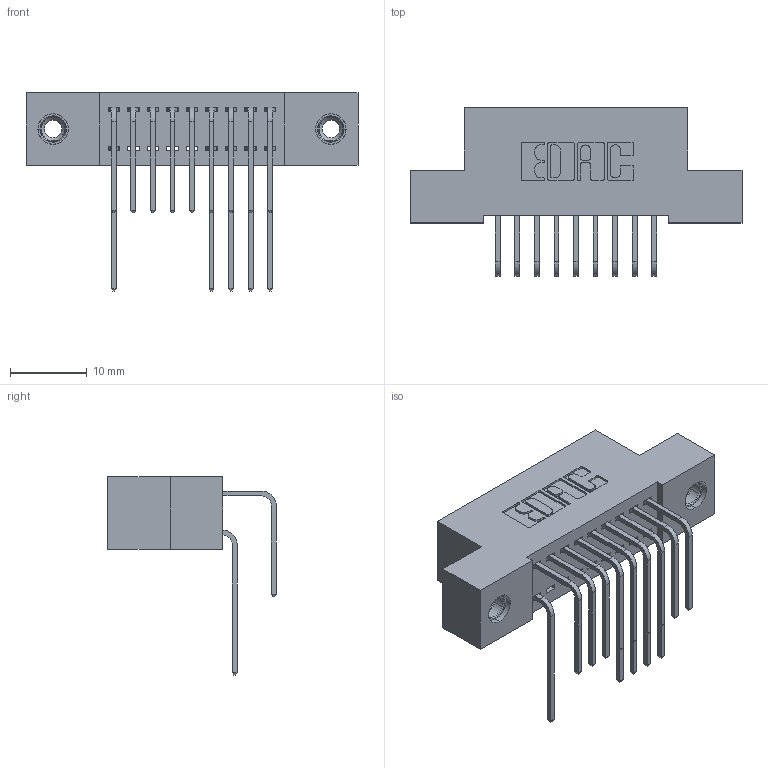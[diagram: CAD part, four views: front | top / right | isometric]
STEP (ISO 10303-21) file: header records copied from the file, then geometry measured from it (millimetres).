
FILE_DESCRIPTION (( 'STEP AP203' ), '1' );
FILE_NAME ('392-018-558-208.STEP', '2018-08-15T04:51:20', ( '' ), ( '' ), 'SwSTEP 2.0', 'SolidWorks 2016', '' );
FILE_SCHEMA (( 'CONFIG_CONTROL_DESIGN' ));
Length unit declared in the file: inch
Products named in the file (5): 342 Part_TI; 345-292-001_558 559 Tail - 1; 345-292-001_558 Tail - 2; 345-250-001_345-250-003-102; 392-018-558-208
Assembly tree (17 placements, depth 2):
  392-018-558-208
    342 Part_TI
    345-292-001_558 559 Tail - 1  x5
    345-292-001_558 Tail - 2  x9
    345-250-001_345-250-003-102  x2
Bounding box: 43.18 x 21.91 x 25.78 mm (x, y, z)
Volume: 3762.6 mm3; surface area: 5488.1 mm2
Topology: 17 solids, 17 shells, 950 faces, 2773 edges, 1822 vertices
Faces by surface type: plane 654, cylinder 280, cone 12, torus 4
Entity records: 12768 total; most frequent: CARTESIAN_POINT 2204, ORIENTED_EDGE 2086, DIRECTION 1949, EDGE_CURVE 1043, VECTOR 855, LINE 855, VERTEX_POINT 688, AXIS2_PLACEMENT_3D 547
